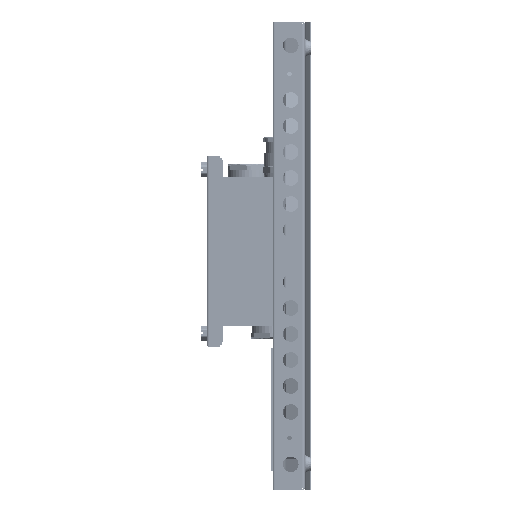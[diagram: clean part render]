
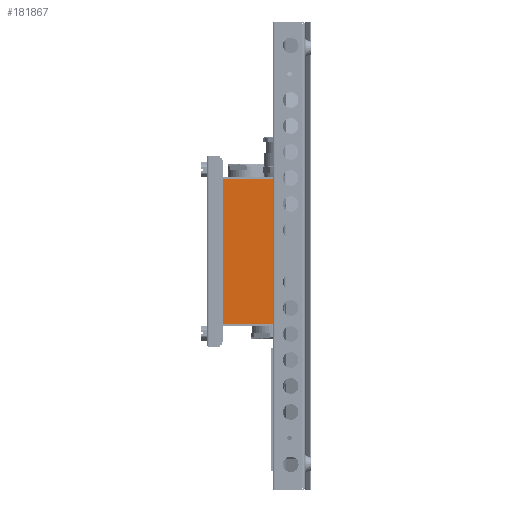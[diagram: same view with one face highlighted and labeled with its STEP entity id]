
A CAD part, left-side view. The second image highlights one B-rep face of the part: STEP entity #181867.
In plain terms, the highlighted face is planar.
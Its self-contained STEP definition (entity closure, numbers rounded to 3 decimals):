
#4832 = DIRECTION ( 'NONE',  ( -1., 0., 0. ) ) ;
#5475 = CARTESIAN_POINT ( 'NONE',  ( 55.646, 68., -46. ) ) ;
#18048 = ORIENTED_EDGE ( 'NONE', *, *, #43364, .F. ) ;
#21110 = ORIENTED_EDGE ( 'NONE', *, *, #40315, .F. ) ;
#21633 = LINE ( 'NONE', #38733, #83698 ) ;
#25206 = DIRECTION ( 'NONE',  ( 0., 0., 1. ) ) ;
#35043 = LINE ( 'NONE', #105445, #113311 ) ;
#38733 = CARTESIAN_POINT ( 'NONE',  ( -55.646, 0., -46. ) ) ;
#40315 = EDGE_CURVE ( 'NONE', #48827, #174221, #35043, .T. ) ;
#42656 = EDGE_CURVE ( 'NONE', #156417, #165374, #21633, .T. ) ;
#43364 = EDGE_CURVE ( 'NONE', #174221, #165374, #166484, .T. ) ;
#46473 = AXIS2_PLACEMENT_3D ( 'NONE', #83232, #25206, #141260 ) ;
#48827 = VERTEX_POINT ( 'NONE', #178476 ) ;
#54121 = EDGE_LOOP ( 'NONE', ( #18048, #21110, #162107, #80804 ) ) ;
#61932 = CARTESIAN_POINT ( 'NONE',  ( -55.646, 1., -46. ) ) ;
#62633 = CARTESIAN_POINT ( 'NONE',  ( 57., 1., -46. ) ) ;
#64506 = LINE ( 'NONE', #62633, #133786 ) ;
#71728 = FACE_OUTER_BOUND ( 'NONE', #54121, .T. ) ;
#80804 = ORIENTED_EDGE ( 'NONE', *, *, #42656, .T. ) ;
#80848 = VECTOR ( 'NONE', #4832, 1000. ) ;
#83232 = CARTESIAN_POINT ( 'NONE',  ( 0., 0., -46. ) ) ;
#83698 = VECTOR ( 'NONE', #151951, 1000. ) ;
#90445 = CARTESIAN_POINT ( 'NONE',  ( 55.646, 68., -46. ) ) ;
#105445 = CARTESIAN_POINT ( 'NONE',  ( 55.646, 0., -46. ) ) ;
#113311 = VECTOR ( 'NONE', #148254, 1000. ) ;
#133786 = VECTOR ( 'NONE', #164420, 1000. ) ;
#141260 = DIRECTION ( 'NONE',  ( 1., 0., 0. ) ) ;
#148254 = DIRECTION ( 'NONE',  ( 0., 1., 0. ) ) ;
#151951 = DIRECTION ( 'NONE',  ( 0., 1., 0. ) ) ;
#156417 = VERTEX_POINT ( 'NONE', #61932 ) ;
#156912 = EDGE_CURVE ( 'NONE', #156417, #48827, #64506, .T. ) ;
#162107 = ORIENTED_EDGE ( 'NONE', *, *, #156912, .F. ) ;
#164420 = DIRECTION ( 'NONE',  ( 1., 0., 0. ) ) ;
#165374 = VERTEX_POINT ( 'NONE', #186311 ) ;
#166484 = LINE ( 'NONE', #90445, #80848 ) ;
#169770 = PLANE ( 'NONE',  #46473 ) ;
#174221 = VERTEX_POINT ( 'NONE', #5475 ) ;
#178476 = CARTESIAN_POINT ( 'NONE',  ( 55.646, 1., -46. ) ) ;
#181867 = ADVANCED_FACE ( 'NONE', ( #71728 ), #169770, .F. ) ;
#186311 = CARTESIAN_POINT ( 'NONE',  ( -55.646, 68., -46. ) ) ;
